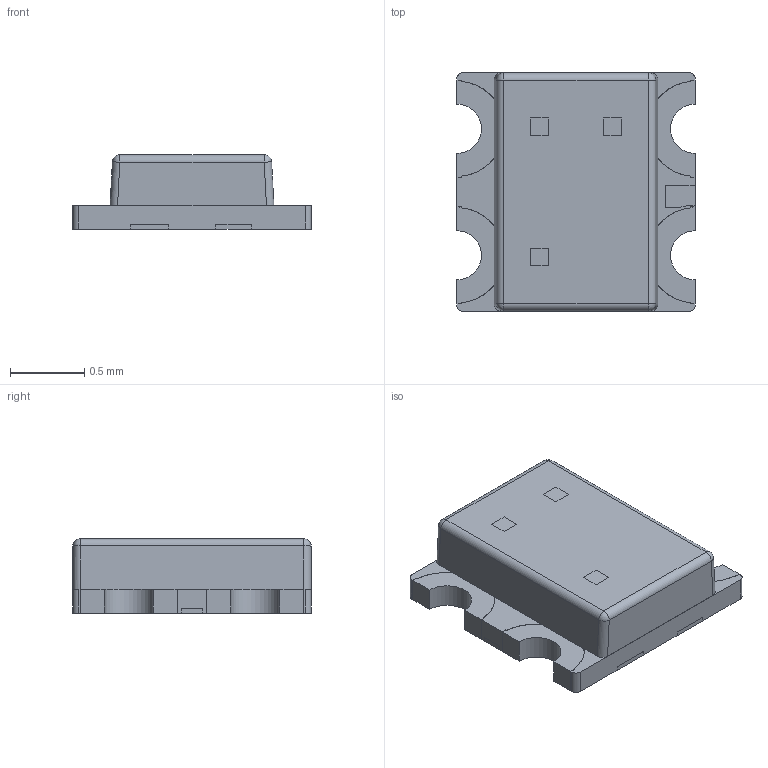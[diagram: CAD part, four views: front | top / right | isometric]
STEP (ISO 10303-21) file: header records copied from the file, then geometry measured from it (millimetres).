
FILE_DESCRIPTION(/* description */ (''),/* implementation_level */ '2;1');
FILE_NAME(/* name */ '1.stp',/* time_stamp */ '2019-10-15T13:30:08+02:00',/* author */ ('Karem'),/* organization */ (''),/* preprocessor_version */ 'ST-DEVELOPER v15.6',/* originating_system */ 'Autodesk Inventor 2015',/* authorisation */ '');
FILE_SCHEMA (('AUTOMOTIVE_DESIGN { 1 0 10303 214 3 1 1 }'));
Length unit declared in the file: millimetre
Products named in the file (14): body; pole; pole_1; pole_2; pole_3; contact; contact_1; contact_2; contact_3; lense; 1; 2; 3; STEP-WL-SFCD-0606-rev1
Bounding box: 1.6 x 1.6 x 0.5 mm (x, y, z)
Volume: 1 mm3; surface area: 19.6 mm2
Topology: 13 solids, 13 shells, 388 faces, 1066 edges, 704 vertices
Faces by surface type: plane 256, cylinder 128, sphere 4
Entity records: 12769 total; most frequent: CARTESIAN_POINT 2185, DIRECTION 2152, ORIENTED_EDGE 2132, EDGE_CURVE 1066, LINE 810, VECTOR 810, VERTEX_POINT 704, AXIS2_PLACEMENT_3D 671
